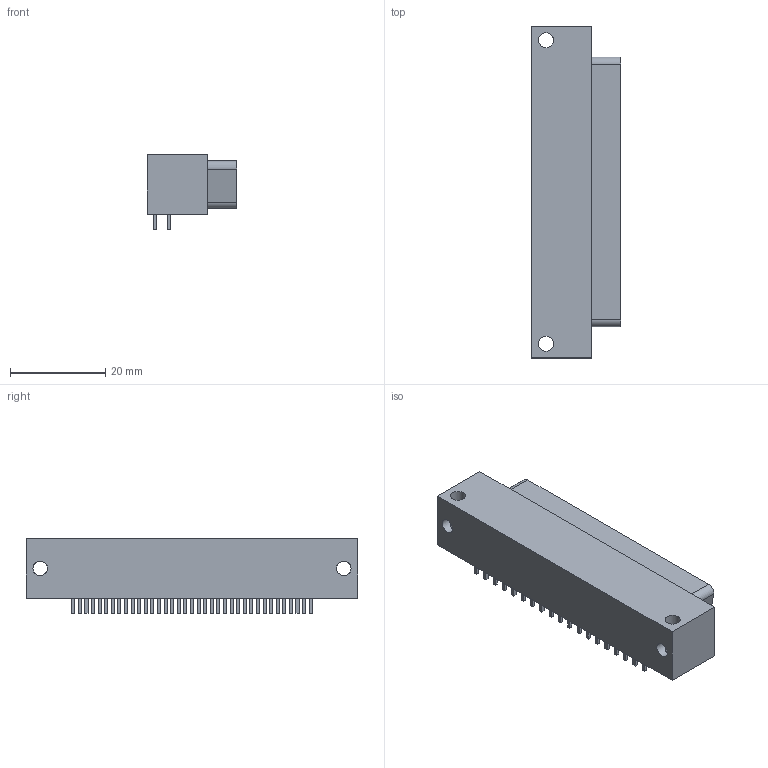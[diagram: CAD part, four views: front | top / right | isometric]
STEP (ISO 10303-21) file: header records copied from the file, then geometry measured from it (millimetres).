
FILE_DESCRIPTION(/* description */ (''),/* implementation_level */ '2;1');
FILE_NAME(/* name */ 'D-SUB-37 v4.step',/* time_stamp */ '2022-07-01T14:26:54-07:00',/* author */ (''),/* organization */ (''),/* preprocessor_version */ 'ST-DEVELOPER v19',/* originating_system */ 'Autodesk Translation Framework v11.7.0.108',/* authorisation */ '');
FILE_SCHEMA (('AUTOMOTIVE_DESIGN { 1 0 10303 214 3 1 1 }'));
Length unit declared in the file: millimetre
Products named in the file (1): D-SUB-37
Bounding box: 18.89 x 69.7 x 15.73 mm (x, y, z)
Volume: 11247.5 mm3; surface area: 6720.6 mm2
Topology: 76 solids, 76 shells, 400 faces, 715 edges, 465 vertices
Faces by surface type: plane 312, cylinder 51, bspline 37
Full cylindrical faces by diameter (mm): 0.8 x37, 3.05 x4, 3.2 x2
Entity records: 10639 total; most frequent: CARTESIAN_POINT 2777, DIRECTION 1605, ORIENTED_EDGE 1430, EDGE_CURVE 715, AXIS2_PLACEMENT_3D 536, LINE 533, VECTOR 533, VERTEX_POINT 465
